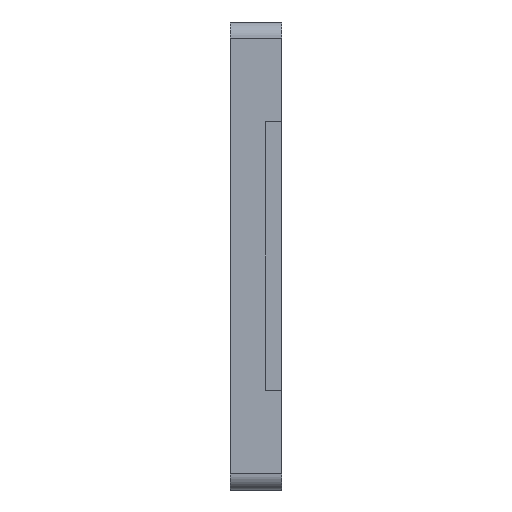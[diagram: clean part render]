
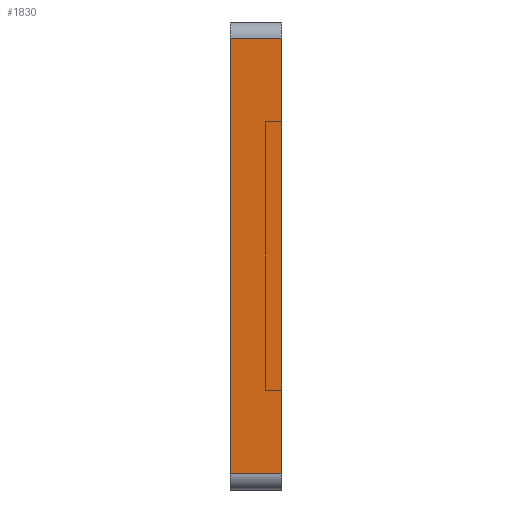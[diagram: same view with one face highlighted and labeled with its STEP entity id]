
A CAD part, left-side view. The second image highlights one B-rep face of the part: STEP entity #1830.
In plain terms, the highlighted planar face has unit normal (-1, 0, 0).
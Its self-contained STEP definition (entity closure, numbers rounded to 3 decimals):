
#81=LINE('',#2796,#281);
#114=LINE('',#2863,#314);
#115=LINE('',#2866,#315);
#116=LINE('',#2867,#316);
#281=VECTOR('',#2247,10.);
#314=VECTOR('',#2294,10.);
#315=VECTOR('',#2297,10.);
#316=VECTOR('',#2298,10.);
#494=FACE_OUTER_BOUND('',#609,.T.);
#609=EDGE_LOOP('',(#1363,#1364,#1365,#1366));
#818=VERTEX_POINT('',#2793);
#819=VERTEX_POINT('',#2795);
#846=VERTEX_POINT('',#2861);
#847=VERTEX_POINT('',#2865);
#1010=EDGE_CURVE('',#818,#819,#81,.T.);
#1047=EDGE_CURVE('',#819,#846,#114,.T.);
#1048=EDGE_CURVE('',#847,#818,#115,.T.);
#1049=EDGE_CURVE('',#846,#847,#116,.T.);
#1363=ORIENTED_EDGE('',*,*,#1047,.F.);
#1364=ORIENTED_EDGE('',*,*,#1010,.F.);
#1365=ORIENTED_EDGE('',*,*,#1048,.F.);
#1366=ORIENTED_EDGE('',*,*,#1049,.F.);
#1741=PLANE('',#1981);
#1830=ADVANCED_FACE('',(#494),#1741,.T.);
#1981=AXIS2_PLACEMENT_3D('',#2864,#2295,#2296);
#2247=DIRECTION('',(0.,0.,-1.));
#2294=DIRECTION('',(0.,1.,0.));
#2295=DIRECTION('center_axis',(-1.,0.,0.));
#2296=DIRECTION('ref_axis',(0.,0.,1.));
#2297=DIRECTION('',(0.,-1.,0.));
#2298=DIRECTION('',(0.,0.,1.));
#2793=CARTESIAN_POINT('',(-5.524,-3.,1.898));
#2795=CARTESIAN_POINT('',(-5.524,-3.,-79.252));
#2796=CARTESIAN_POINT('',(-5.524,-3.,4.898));
#2861=CARTESIAN_POINT('',(-5.524,6.5,-79.252));
#2863=CARTESIAN_POINT('',(-5.524,0.,-79.252));
#2864=CARTESIAN_POINT('Origin',(-5.524,0.,-82.252));
#2865=CARTESIAN_POINT('',(-5.524,6.5,1.898));
#2866=CARTESIAN_POINT('',(-5.524,0.,1.898));
#2867=CARTESIAN_POINT('',(-5.524,6.5,4.898));
